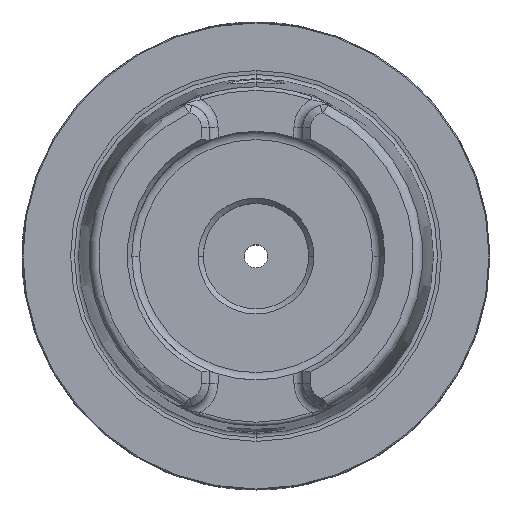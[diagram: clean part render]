
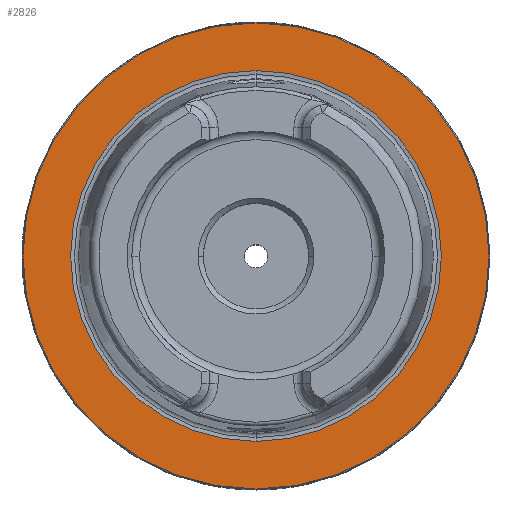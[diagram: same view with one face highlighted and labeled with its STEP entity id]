
A CAD part, top view. The second image highlights one B-rep face of the part: STEP entity #2826.
In plain terms, the highlighted planar face has unit normal (0, 0, 1).
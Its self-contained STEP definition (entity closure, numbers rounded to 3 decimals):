
#386 = EDGE_CURVE ( 'NONE', #7463, #2155, #11213, .T. ) ;
#2046 = EDGE_CURVE ( 'NONE', #2155, #7463, #8858, .T. ) ;
#2093 = EDGE_CURVE ( 'NONE', #3986, #3924, #8880, .T. ) ;
#2155 = VERTEX_POINT ( 'NONE', #3893 ) ;
#2521 = CARTESIAN_POINT ( 'NONE',  ( 0., 0., 0. ) ) ;
#2532 = DIRECTION ( 'NONE',  ( 0., 0., 1. ) ) ;
#2538 = DIRECTION ( 'NONE',  ( 0., -1., 0. ) ) ;
#2826 = ADVANCED_FACE ( 'NONE', ( #7354, #7343 ), #2893, .T. ) ;
#2893 = PLANE ( 'NONE',  #6257 ) ;
#2978 = AXIS2_PLACEMENT_3D ( 'NONE', #7185, #7249, #7237 ) ;
#3043 = EDGE_CURVE ( 'NONE', #3924, #3986, #5926, .T. ) ;
#3893 = CARTESIAN_POINT ( 'NONE',  ( 0., 49.765, 0. ) ) ;
#3924 = VERTEX_POINT ( 'NONE', #9689 ) ;
#3986 = VERTEX_POINT ( 'NONE', #7738 ) ;
#4133 = CARTESIAN_POINT ( 'NONE',  ( 0., 0., 0. ) ) ;
#4545 = DIRECTION ( 'NONE',  ( 0., 0., -1. ) ) ;
#5525 = DIRECTION ( 'NONE',  ( 0., 1., 0. ) ) ;
#5921 = ORIENTED_EDGE ( 'NONE', *, *, #3043, .T. ) ;
#5926 = CIRCLE ( 'NONE', #6218, 39.59 ) ;
#6218 = AXIS2_PLACEMENT_3D ( 'NONE', #8531, #11090, #10875 ) ;
#6257 = AXIS2_PLACEMENT_3D ( 'NONE', #9966, #7858, #8179 ) ;
#6761 = ORIENTED_EDGE ( 'NONE', *, *, #2093, .T. ) ;
#7185 = CARTESIAN_POINT ( 'NONE',  ( 0., 0., 0. ) ) ;
#7237 = DIRECTION ( 'NONE',  ( 0., -1., 0. ) ) ;
#7249 = DIRECTION ( 'NONE',  ( 0., 0., 1. ) ) ;
#7343 = FACE_BOUND ( 'NONE', #11379, .T. ) ;
#7354 = FACE_OUTER_BOUND ( 'NONE', #8047, .T. ) ;
#7463 = VERTEX_POINT ( 'NONE', #8536 ) ;
#7698 = ORIENTED_EDGE ( 'NONE', *, *, #386, .T. ) ;
#7738 = CARTESIAN_POINT ( 'NONE',  ( 0., 39.59, 0. ) ) ;
#7858 = DIRECTION ( 'NONE',  ( 0., 0., 1. ) ) ;
#8047 = EDGE_LOOP ( 'NONE', ( #7698, #8269 ) ) ;
#8179 = DIRECTION ( 'NONE',  ( 0., -1., 0. ) ) ;
#8269 = ORIENTED_EDGE ( 'NONE', *, *, #2046, .T. ) ;
#8531 = CARTESIAN_POINT ( 'NONE',  ( 0., 0., 0. ) ) ;
#8536 = CARTESIAN_POINT ( 'NONE',  ( 0., -49.765, 0. ) ) ;
#8858 = CIRCLE ( 'NONE', #10891, 49.765 ) ;
#8880 = CIRCLE ( 'NONE', #9401, 39.59 ) ;
#9401 = AXIS2_PLACEMENT_3D ( 'NONE', #4133, #4545, #5525 ) ;
#9689 = CARTESIAN_POINT ( 'NONE',  ( 0., -39.59, 0. ) ) ;
#9966 = CARTESIAN_POINT ( 'NONE',  ( 0., 49.965, 0. ) ) ;
#10875 = DIRECTION ( 'NONE',  ( 0., 1., 0. ) ) ;
#10891 = AXIS2_PLACEMENT_3D ( 'NONE', #2521, #2532, #2538 ) ;
#11090 = DIRECTION ( 'NONE',  ( 0., 0., -1. ) ) ;
#11213 = CIRCLE ( 'NONE', #2978, 49.765 ) ;
#11379 = EDGE_LOOP ( 'NONE', ( #5921, #6761 ) ) ;
